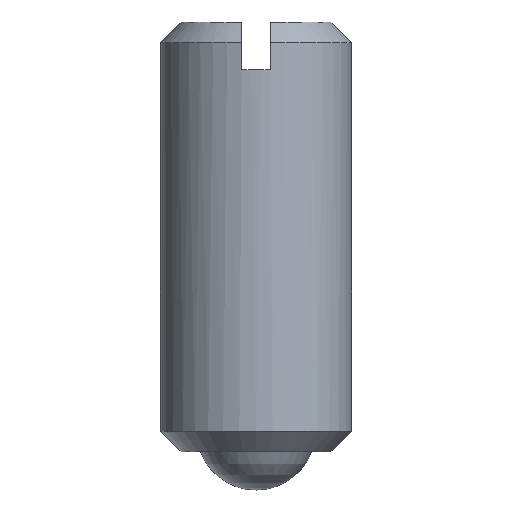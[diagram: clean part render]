
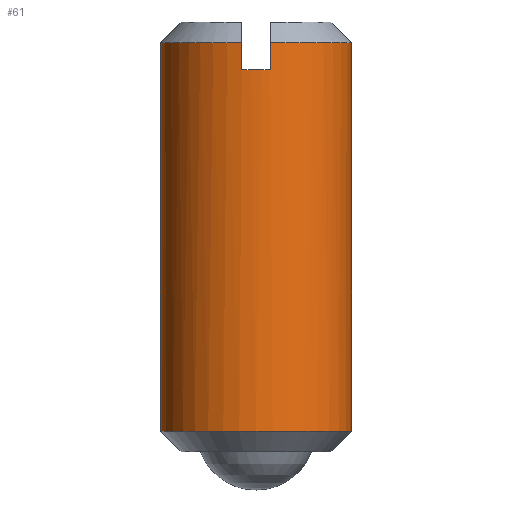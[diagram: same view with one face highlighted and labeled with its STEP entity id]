
A CAD part, front view. The second image highlights one B-rep face of the part: STEP entity #61.
In plain terms, the highlighted cylindrical face has radius 2 mm (diameter 4 mm), a partial arc.
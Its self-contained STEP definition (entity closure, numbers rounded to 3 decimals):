
#61=ADVANCED_FACE('',(#121),#122,.T.);
#121=FACE_OUTER_BOUND('',#178,.T.);
#122=CYLINDRICAL_SURFACE('',#179,2.0);
#178=EDGE_LOOP('',(#286,#287,#288,#289,#290,#291,#292,#293));
#179=AXIS2_PLACEMENT_3D('',#294,#295,#296);
#286=ORIENTED_EDGE('',*,*,#353,.T.);
#287=ORIENTED_EDGE('',*,*,#379,.F.);
#288=ORIENTED_EDGE('',*,*,#366,.T.);
#289=ORIENTED_EDGE('',*,*,#371,.T.);
#290=ORIENTED_EDGE('',*,*,#375,.T.);
#291=ORIENTED_EDGE('',*,*,#381,.F.);
#292=ORIENTED_EDGE('',*,*,#355,.T.);
#293=ORIENTED_EDGE('',*,*,#344,.T.);
#294=CARTESIAN_POINT('',(0.0,0.0,4.5));
#295=DIRECTION('',(0.0,0.0,1.0));
#296=DIRECTION('',(1.0,0.0,0.0));
#344=EDGE_CURVE('',#404,#401,#405,.T.);
#353=EDGE_CURVE('',#401,#419,#420,.T.);
#355=EDGE_CURVE('',#411,#404,#422,.T.);
#366=EDGE_CURVE('',#439,#437,#440,.T.);
#371=EDGE_CURVE('',#437,#445,#447,.T.);
#375=EDGE_CURVE('',#445,#451,#453,.T.);
#379=EDGE_CURVE('',#439,#419,#457,.T.);
#381=EDGE_CURVE('',#411,#451,#459,.T.);
#401=VERTEX_POINT('',#479);
#404=VERTEX_POINT('',#483);
#405=CIRCLE('',#484,2.0);
#411=VERTEX_POINT('',#491);
#419=VERTEX_POINT('',#509);
#420=LINE('',#510,#511);
#422=LINE('',#513,#514);
#437=VERTEX_POINT('',#541);
#439=VERTEX_POINT('',#544);
#440=LINE('',#545,#546);
#445=VERTEX_POINT('',#561);
#447=CIRCLE('',#564,2.0);
#451=VERTEX_POINT('',#569);
#453=LINE('',#580,#581);
#457=CIRCLE('',#585,2.0);
#459=CIRCLE('',#587,2.0);
#479=CARTESIAN_POINT('',(2.0,0.0,0.43));
#483=CARTESIAN_POINT('',(-2.0,0.,0.43));
#484=AXIS2_PLACEMENT_3D('',#610,#611,#612);
#491=CARTESIAN_POINT('',(-2.0,0.,8.57));
#509=CARTESIAN_POINT('',(2.0,0.,8.57));
#510=CARTESIAN_POINT('',(2.0,0.,4.5));
#511=VECTOR('',#624,1.0);
#513=CARTESIAN_POINT('',(-2.0,0.,4.5));
#514=VECTOR('',#628,1.0);
#541=CARTESIAN_POINT('',(0.3,-1.977,8.0));
#544=CARTESIAN_POINT('',(0.3,-1.977,8.57));
#545=CARTESIAN_POINT('',(0.3,-1.977,8.285));
#546=VECTOR('',#642,1.0);
#561=CARTESIAN_POINT('',(-0.3,-1.977,8.0));
#564=AXIS2_PLACEMENT_3D('',#645,#646,#647);
#569=CARTESIAN_POINT('',(-0.3,-1.977,8.57));
#580=CARTESIAN_POINT('',(-0.3,-1.977,8.285));
#581=VECTOR('',#649,1.0);
#585=AXIS2_PLACEMENT_3D('',#653,#654,#655);
#587=AXIS2_PLACEMENT_3D('',#656,#657,#658);
#610=CARTESIAN_POINT('',(0.0,0.0,0.43));
#611=DIRECTION('',(0.0,0.0,1.0));
#612=DIRECTION('',(1.0,0.0,0.0));
#624=DIRECTION('',(0.0,0.0,1.0));
#628=DIRECTION('',(-0.0,-0.0,-1.0));
#642=DIRECTION('',(-0.0,-0.0,-1.0));
#645=CARTESIAN_POINT('',(0.0,0.0,8.0));
#646=DIRECTION('',(0.0,0.0,-1.0));
#647=DIRECTION('',(1.0,0.0,0.0));
#649=DIRECTION('',(0.0,0.0,1.0));
#653=CARTESIAN_POINT('',(0.0,0.0,8.57));
#654=DIRECTION('',(0.0,0.0,1.0));
#655=DIRECTION('',(1.0,0.0,0.0));
#656=CARTESIAN_POINT('',(0.0,0.0,8.57));
#657=DIRECTION('',(0.0,0.0,1.0));
#658=DIRECTION('',(1.0,0.0,0.0));
